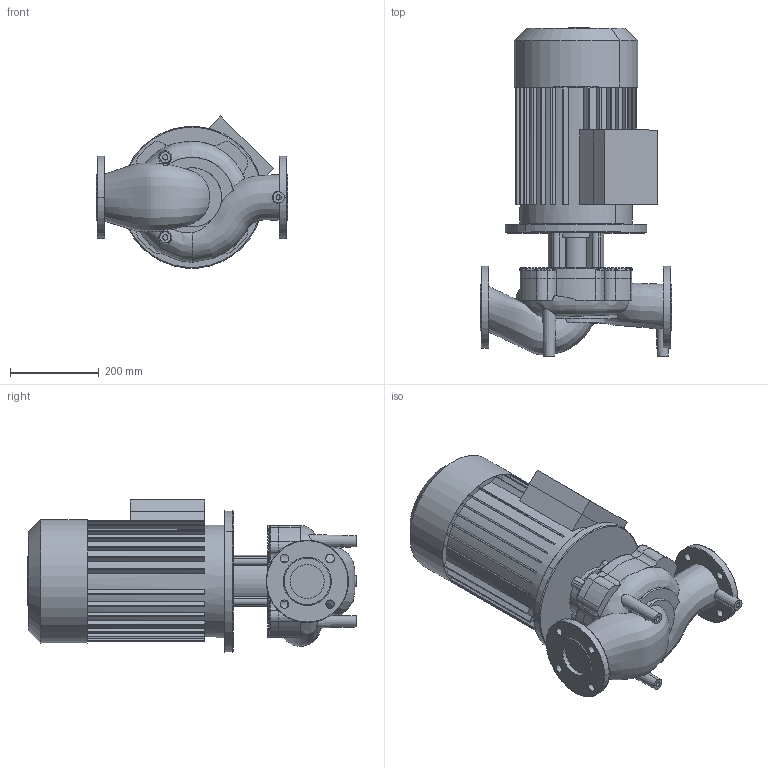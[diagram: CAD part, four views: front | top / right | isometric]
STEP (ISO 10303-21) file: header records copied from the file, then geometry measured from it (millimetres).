
FILE_DESCRIPTION((''),'2;1');
FILE_NAME('3d_IL65_160-7_5_2-2120899.stp','2016-05-24T11:22:26',(''),(''),'Mechanical Desktop 2009','Mechanical Desktop 2009',', , ');
FILE_SCHEMA(('CONFIG_CONTROL_DESIGN'));
Length unit declared in the file: millimetre
Products named in the file (1): Product
Bounding box: 430 x 738.38 x 341.89 mm (x, y, z)
Volume: 37765068.1 mm3; surface area: 1526117 mm2
Topology: 10 solids, 10 shells, 469 faces, 1268 edges, 820 vertices
Faces by surface type: plane 147, cylinder 136, bspline 126, torus 48, cone 12
Entity records: 26270 total; most frequent: CARTESIAN_POINT 14551, ORIENTED_EDGE 2516, DIRECTION 2376, EDGE_CURVE 1258, AXIS2_PLACEMENT_3D 919, VERTEX_POINT 819, CIRCLE 575, VECTOR 538
